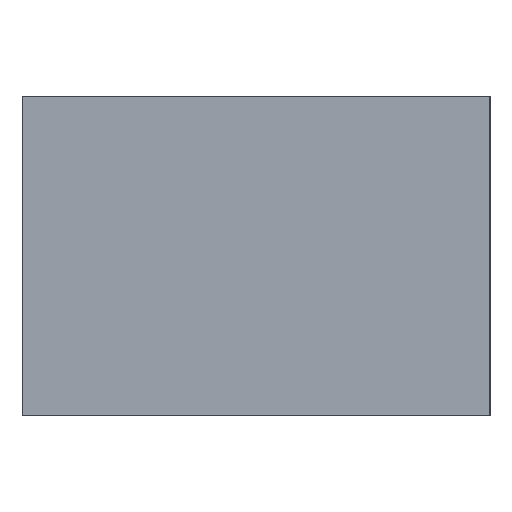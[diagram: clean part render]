
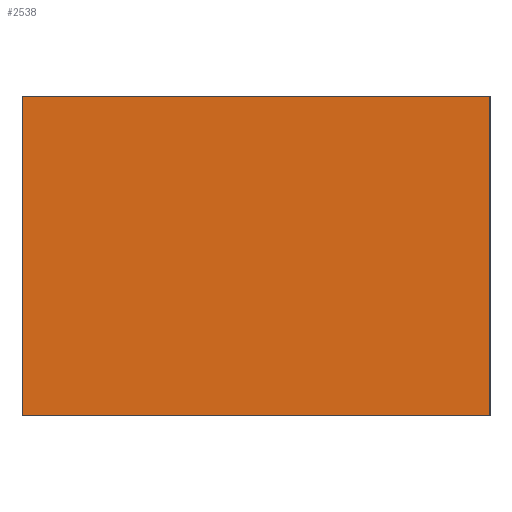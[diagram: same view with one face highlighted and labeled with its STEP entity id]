
A CAD part, left-side view. The second image highlights one B-rep face of the part: STEP entity #2538.
In plain terms, the highlighted planar face has unit normal (-1, 0, 0).
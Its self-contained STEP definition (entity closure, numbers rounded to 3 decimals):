
#446=CARTESIAN_POINT('',(-902.,212.601,28.1));
#447=VERTEX_POINT('',#446);
#454=CARTESIAN_POINT('',(-902.,225.8,28.1));
#455=VERTEX_POINT('',#454);
#456=CARTESIAN_POINT('',(-902.,225.8,28.1));
#457=DIRECTION('',(0.,-1.,0.));
#458=VECTOR('',#457,13.2);
#459=LINE('',#456,#458);
#460=EDGE_CURVE('',#455,#447,#459,.T.);
#538=CARTESIAN_POINT('',(-902.,225.8,37.1));
#539=VERTEX_POINT('',#538);
#546=CARTESIAN_POINT('',(-902.,212.601,37.1));
#547=VERTEX_POINT('',#546);
#548=CARTESIAN_POINT('',(-902.,225.8,37.1));
#549=DIRECTION('',(0.,-1.,0.));
#550=VECTOR('',#549,13.2);
#551=LINE('',#548,#550);
#552=EDGE_CURVE('',#539,#547,#551,.T.);
#937=CARTESIAN_POINT('',(-902.,225.8,28.1));
#938=DIRECTION('',(0.,0.,1.));
#939=VECTOR('',#938,9.);
#940=LINE('',#937,#939);
#941=EDGE_CURVE('',#455,#539,#940,.T.);
#2505=CARTESIAN_POINT('',(-902.,212.601,28.1));
#2506=DIRECTION('',(0.,0.,1.));
#2507=VECTOR('',#2506,9.);
#2508=LINE('',#2505,#2507);
#2509=EDGE_CURVE('',#447,#547,#2508,.T.);
#2527=CARTESIAN_POINT('',(-902.,211.351,12.6));
#2528=DIRECTION('',(-1.,-0.,0.));
#2529=DIRECTION('',(0.,-1.,0.));
#2530=AXIS2_PLACEMENT_3D('',#2527,#2528,#2529);
#2531=PLANE('',#2530);
#2532=ORIENTED_EDGE('',*,*,#941,.F.);
#2533=ORIENTED_EDGE('',*,*,#460,.T.);
#2534=ORIENTED_EDGE('',*,*,#2509,.T.);
#2535=ORIENTED_EDGE('',*,*,#552,.F.);
#2536=EDGE_LOOP('',(#2532,#2533,#2534,#2535));
#2537=FACE_BOUND('',#2536,.T.);
#2538=ADVANCED_FACE('',(#2537),#2531,.T.);
